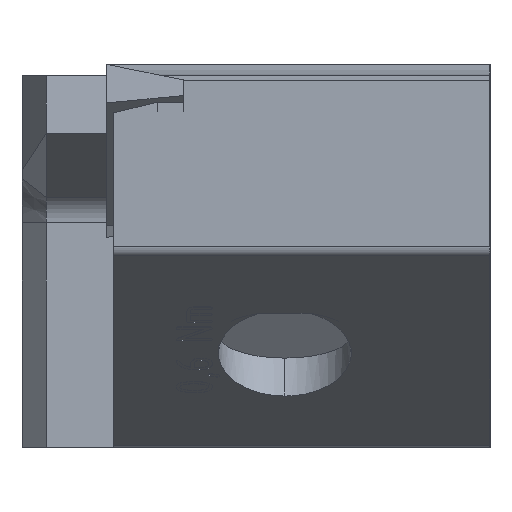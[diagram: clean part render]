
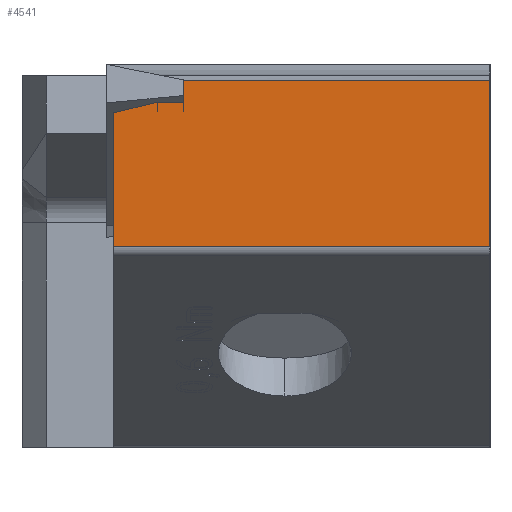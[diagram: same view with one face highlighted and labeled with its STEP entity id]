
A CAD part, left-side view. The second image highlights one B-rep face of the part: STEP entity #4541.
In plain terms, the highlighted planar face has unit normal (-1, 0, -0.018).
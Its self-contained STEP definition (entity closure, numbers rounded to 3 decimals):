
#250 = ORIENTED_EDGE ( 'NONE', *, *, #4526, .F. ) ;
#302 = DIRECTION ( 'NONE',  ( 0.017, 0., -1. ) ) ;
#427 = DIRECTION ( 'NONE',  ( -0.004, -0.97, 0.243 ) ) ;
#456 = CARTESIAN_POINT ( 'NONE',  ( 0., -15.875, -0.652 ) ) ;
#502 = CARTESIAN_POINT ( 'NONE',  ( -0.012, -15.875, 0.011 ) ) ;
#536 = VERTEX_POINT ( 'NONE', #5340 ) ;
#553 = EDGE_CURVE ( 'Defeature ausgef�hrt2_30+Defeature ausgef�hrt2_13+Defeature ausgef�hrt2_3+Defeature ausgef�hrt2_23', #4661, #4375, #4570, .T. ) ;
#637 = CARTESIAN_POINT ( 'NONE',  ( 0.108, -3.18, -6.822 ) ) ;
#669 = EDGE_CURVE ( 'Defeature ausgef�hrt2_13+Defeature ausgef�hrt2_23+Defeature ausgef�hrt2_17+Defeature ausgef�hrt2_30', #536, #4375, #3233, .T. ) ;
#785 = VERTEX_POINT ( 'NONE', #2642 ) ;
#885 = VECTOR ( 'NONE', #5386, 1000. ) ;
#928 = LINE ( 'NONE', #637, #2148 ) ;
#1196 = CARTESIAN_POINT ( 'NONE',  ( 0.124, -0.3, -7.777 ) ) ;
#1198 = VERTEX_POINT ( 'NONE', #3089 ) ;
#1279 = VERTEX_POINT ( 'NONE', #1929 ) ;
#1631 = AXIS2_PLACEMENT_3D ( 'NONE', #2576, #3026, #302 ) ;
#1662 = DIRECTION ( 'NONE',  ( -0.017, 0., 1. ) ) ;
#1732 = ORIENTED_EDGE ( 'NONE', *, *, #4497, .T. ) ;
#1758 = CARTESIAN_POINT ( 'NONE',  ( 0.12, -0.3, -7.539 ) ) ;
#1765 = ORIENTED_EDGE ( 'NONE', *, *, #669, .T. ) ;
#1770 = EDGE_CURVE ( 'Defeature ausgef�hrt2_13+Defeature ausgef�hrt2_17+Defeature ausgef�hrt2_44+Defeature ausgef�hrt2_23', #4866, #536, #5162, .T. ) ;
#1797 = CARTESIAN_POINT ( 'NONE',  ( 0.03, 1.11, -2.368 ) ) ;
#1919 = DIRECTION ( 'NONE',  ( 0.017, 0., -1. ) ) ;
#1929 = CARTESIAN_POINT ( 'NONE',  ( 0.016, -3.18, -1.566 ) ) ;
#2148 = VECTOR ( 'NONE', #2495, 1000. ) ;
#2199 = CARTESIAN_POINT ( 'NONE',  ( 0.016, -3.18, -1.566 ) ) ;
#2495 = DIRECTION ( 'NONE',  ( 0.017, 0., -1. ) ) ;
#2561 = VECTOR ( 'NONE', #1919, 1000. ) ;
#2576 = CARTESIAN_POINT ( 'NONE',  ( 0.124, 161.374, -7.777 ) ) ;
#2642 = CARTESIAN_POINT ( 'NONE',  ( 0.024, -0.3, -2.016 ) ) ;
#2741 = CARTESIAN_POINT ( 'NONE',  ( 0., -3.18, -0.652 ) ) ;
#2795 = FACE_OUTER_BOUND ( 'NONE', #4271, .T. ) ;
#2815 = CARTESIAN_POINT ( 'NONE',  ( 0.108, -3.18, -6.822 ) ) ;
#3026 = DIRECTION ( 'NONE',  ( 1., 0., 0.017 ) ) ;
#3056 = LINE ( 'NONE', #1196, #4141 ) ;
#3089 = CARTESIAN_POINT ( 'NONE',  ( 0.016, -2.099, -1.566 ) ) ;
#3132 = CARTESIAN_POINT ( 'NONE',  ( 0.12, 161.374, -7.539 ) ) ;
#3207 = CARTESIAN_POINT ( 'NONE',  ( 0.011, -3.18, -1.296 ) ) ;
#3233 = LINE ( 'NONE', #502, #5749 ) ;
#3252 = DIRECTION ( 'NONE',  ( 0., -1., 0. ) ) ;
#3319 = ORIENTED_EDGE ( 'NONE', *, *, #4619, .F. ) ;
#3397 = VECTOR ( 'NONE', #3545, 1000. ) ;
#3545 = DIRECTION ( 'NONE',  ( 0., -1., 0. ) ) ;
#3981 = VECTOR ( 'NONE', #427, 1000. ) ;
#4099 = VERTEX_POINT ( 'NONE', #3207 ) ;
#4141 = VECTOR ( 'NONE', #1662, 1000. ) ;
#4271 = EDGE_LOOP ( 'NONE', ( #250, #4529, #1765, #4468, #1732, #5705, #3319, #4883 ) ) ;
#4375 = VERTEX_POINT ( 'NONE', #456 ) ;
#4468 = ORIENTED_EDGE ( 'NONE', *, *, #553, .F. ) ;
#4497 = EDGE_CURVE ( 'Defeature ausgef�hrt2_13+Defeature ausgef�hrt2_4+Defeature ausgef�hrt2_30+Defeature ausgef�hrt2_27', #4661, #4099, #928, .T. ) ;
#4526 = EDGE_CURVE ( 'Defeature ausgef�hrt2_44+Defeature ausgef�hrt2_13+Defeature ausgef�hrt2_17+Defeature ausgef�hrt2_1', #4866, #785, #3056, .T. ) ;
#4529 = ORIENTED_EDGE ( 'NONE', *, *, #1770, .T. ) ;
#4541 = ADVANCED_FACE ( 'Defeature ausgef�hrt2_13', ( #2795 ), #5363, .F. ) ;
#4570 = LINE ( 'NONE', #5364, #885 ) ;
#4619 = EDGE_CURVE ( 'Defeature ausgef�hrt2_25+Defeature ausgef�hrt2_13+Defeature ausgef�hrt2_1+Defeature ausgef�hrt2_27', #1198, #1279, #4689, .T. ) ;
#4661 = VERTEX_POINT ( 'NONE', #2741 ) ;
#4689 = LINE ( 'NONE', #2199, #3397 ) ;
#4866 = VERTEX_POINT ( 'NONE', #1758 ) ;
#4883 = ORIENTED_EDGE ( 'NONE', *, *, #5216, .F. ) ;
#4942 = EDGE_CURVE ( 'Defeature ausgef�hrt2_13+Defeature ausgef�hrt2_27+Defeature ausgef�hrt2_4+Defeature ausgef�hrt2_25', #4099, #1279, #5327, .T. ) ;
#5013 = VECTOR ( 'NONE', #3252, 1000. ) ;
#5162 = LINE ( 'NONE', #3132, #5013 ) ;
#5216 = EDGE_CURVE ( 'Defeature ausgef�hrt2_1+Defeature ausgef�hrt2_13+Defeature ausgef�hrt2_44+Defeature ausgef�hrt2_25', #785, #1198, #5405, .T. ) ;
#5327 = LINE ( 'NONE', #2815, #2561 ) ;
#5340 = CARTESIAN_POINT ( 'NONE',  ( 0.12, -15.875, -7.539 ) ) ;
#5363 = PLANE ( 'NONE',  #1631 ) ;
#5364 = CARTESIAN_POINT ( 'NONE',  ( 0., 161.374, -0.652 ) ) ;
#5386 = DIRECTION ( 'NONE',  ( 0., -1., 0. ) ) ;
#5405 = LINE ( 'NONE', #1797, #3981 ) ;
#5705 = ORIENTED_EDGE ( 'NONE', *, *, #4942, .T. ) ;
#5749 = VECTOR ( 'NONE', #5784, 1000. ) ;
#5784 = DIRECTION ( 'NONE',  ( -0.017, 0., 1. ) ) ;
